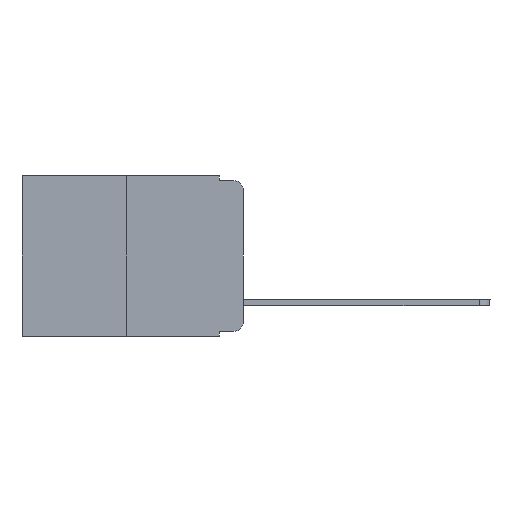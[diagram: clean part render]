
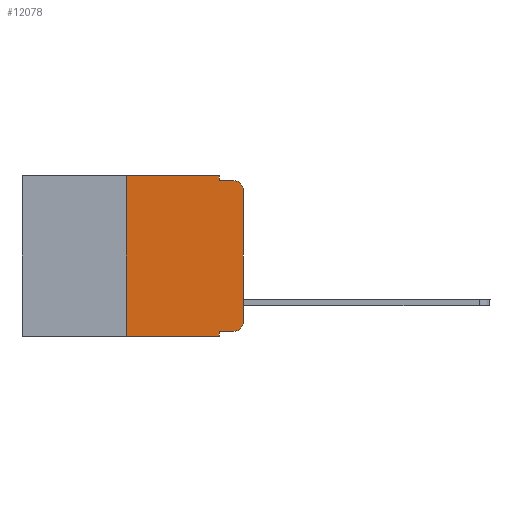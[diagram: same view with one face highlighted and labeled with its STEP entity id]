
A CAD part, left-side view. The second image highlights one B-rep face of the part: STEP entity #12078.
In plain terms, the highlighted planar face has unit normal (-1, 0, 0).
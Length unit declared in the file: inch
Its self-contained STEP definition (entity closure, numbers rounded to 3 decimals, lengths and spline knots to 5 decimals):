
#718 = VECTOR ( 'NONE', #2401, 39.37008 ) ;
#733 = ORIENTED_EDGE ( 'NONE', *, *, #4630, .T. ) ;
#1037 = CARTESIAN_POINT ( 'NONE',  ( 0., 0., -0.313 ) ) ;
#1225 = PLANE ( 'NONE',  #15412 ) ;
#1306 = ORIENTED_EDGE ( 'NONE', *, *, #15459, .T. ) ;
#1512 = VERTEX_POINT ( 'NONE', #3831 ) ;
#1537 = CARTESIAN_POINT ( 'NONE',  ( 0., 0.02, -0.01 ) ) ;
#1693 = VECTOR ( 'NONE', #9287, 39.37008 ) ;
#1710 = EDGE_CURVE ( 'NONE', #2172, #10196, #11413, .T. ) ;
#1955 = CIRCLE ( 'NONE', #13701, 0.02 ) ;
#2012 = CIRCLE ( 'NONE', #10211, 0.02 ) ;
#2077 = DIRECTION ( 'NONE',  ( -1., 0., 0. ) ) ;
#2172 = VERTEX_POINT ( 'NONE', #1037 ) ;
#2401 = DIRECTION ( 'NONE',  ( 0., -1., 0. ) ) ;
#2972 = LINE ( 'NONE', #14599, #9484 ) ;
#3025 = DIRECTION ( 'NONE',  ( 0., -1., 0. ) ) ;
#3079 = ORIENTED_EDGE ( 'NONE', *, *, #16304, .T. ) ;
#3514 = LINE ( 'NONE', #13953, #7575 ) ;
#3621 = DIRECTION ( 'NONE',  ( 1., 0., 0. ) ) ;
#3831 = CARTESIAN_POINT ( 'NONE',  ( 0., 0.051, 0. ) ) ;
#3894 = VERTEX_POINT ( 'NONE', #16559 ) ;
#4058 = LINE ( 'NONE', #16022, #7202 ) ;
#4087 = LINE ( 'NONE', #12204, #1693 ) ;
#4158 = DIRECTION ( 'NONE',  ( 0., 0., 1. ) ) ;
#4630 = EDGE_CURVE ( 'NONE', #14312, #9440, #11465, .T. ) ;
#4674 = CARTESIAN_POINT ( 'NONE',  ( 0., 0.25, -0.343 ) ) ;
#4851 = VERTEX_POINT ( 'NONE', #15172 ) ;
#5162 = EDGE_CURVE ( 'NONE', #14312, #6077, #6804, .T. ) ;
#5845 = DIRECTION ( 'NONE',  ( 0., 0., -1. ) ) ;
#6077 = VERTEX_POINT ( 'NONE', #10863 ) ;
#6097 = CARTESIAN_POINT ( 'NONE',  ( 0., 0.02, -0.03 ) ) ;
#6689 = EDGE_LOOP ( 'NONE', ( #7679, #11169, #13828, #10070, #8578, #12387, #733, #9047, #1306, #3079 ) ) ;
#6731 = CARTESIAN_POINT ( 'NONE',  ( 0., 0.02, -0.313 ) ) ;
#6804 = LINE ( 'NONE', #14654, #12209 ) ;
#6898 = DIRECTION ( 'NONE',  ( -1., 0., 0. ) ) ;
#7202 = VECTOR ( 'NONE', #3025, 39.37008 ) ;
#7575 = VECTOR ( 'NONE', #8811, 39.37008 ) ;
#7679 = ORIENTED_EDGE ( 'NONE', *, *, #1710, .T. ) ;
#7700 = CARTESIAN_POINT ( 'NONE',  ( 0., 0.473, -0.343 ) ) ;
#8498 = EDGE_CURVE ( 'NONE', #15274, #9440, #3514, .T. ) ;
#8537 = EDGE_CURVE ( 'NONE', #6077, #1512, #2972, .T. ) ;
#8578 = ORIENTED_EDGE ( 'NONE', *, *, #8537, .F. ) ;
#8757 = DIRECTION ( 'NONE',  ( 0., 0., 1. ) ) ;
#8811 = DIRECTION ( 'NONE',  ( 0., 0., -1. ) ) ;
#9047 = ORIENTED_EDGE ( 'NONE', *, *, #8498, .F. ) ;
#9277 = DIRECTION ( 'NONE',  ( 0., 0., -1. ) ) ;
#9287 = DIRECTION ( 'NONE',  ( 0., -1., 0. ) ) ;
#9348 = VECTOR ( 'NONE', #8757, 39.37008 ) ;
#9440 = VERTEX_POINT ( 'NONE', #9513 ) ;
#9484 = VECTOR ( 'NONE', #12293, 39.37008 ) ;
#9513 = CARTESIAN_POINT ( 'NONE',  ( 0., 0.051, -0.343 ) ) ;
#9537 = EDGE_CURVE ( 'NONE', #10196, #15021, #1955, .T. ) ;
#10070 = ORIENTED_EDGE ( 'NONE', *, *, #12463, .F. ) ;
#10078 = CARTESIAN_POINT ( 'NONE',  ( 0., 0., -0.03 ) ) ;
#10196 = VERTEX_POINT ( 'NONE', #10078 ) ;
#10211 = AXIS2_PLACEMENT_3D ( 'NONE', #6731, #6898, #9277 ) ;
#10224 = DIRECTION ( 'NONE',  ( 0., 0., -1. ) ) ;
#10673 = EDGE_CURVE ( 'NONE', #4851, #15021, #4058, .T. ) ;
#10863 = CARTESIAN_POINT ( 'NONE',  ( 0., 0.25, 0. ) ) ;
#11169 = ORIENTED_EDGE ( 'NONE', *, *, #9537, .T. ) ;
#11330 = CARTESIAN_POINT ( 'NONE',  ( 0., 0., 0. ) ) ;
#11413 = LINE ( 'NONE', #11330, #9348 ) ;
#11465 = LINE ( 'NONE', #7700, #718 ) ;
#11664 = FACE_OUTER_BOUND ( 'NONE', #6689, .T. ) ;
#12078 = ADVANCED_FACE ( 'NONE', ( #11664 ), #1225, .F. ) ;
#12204 = CARTESIAN_POINT ( 'NONE',  ( 0., 0.051, -0.333 ) ) ;
#12209 = VECTOR ( 'NONE', #4158, 39.37008 ) ;
#12293 = DIRECTION ( 'NONE',  ( 0., -1., 0. ) ) ;
#12387 = ORIENTED_EDGE ( 'NONE', *, *, #5162, .F. ) ;
#12433 = VECTOR ( 'NONE', #10224, 39.37008 ) ;
#12463 = EDGE_CURVE ( 'NONE', #1512, #4851, #13819, .T. ) ;
#12785 = CARTESIAN_POINT ( 'NONE',  ( 0., 0.051, 0. ) ) ;
#12863 = CARTESIAN_POINT ( 'NONE',  ( 0., 0.473, 0. ) ) ;
#13701 = AXIS2_PLACEMENT_3D ( 'NONE', #6097, #2077, #5845 ) ;
#13819 = LINE ( 'NONE', #12785, #12433 ) ;
#13828 = ORIENTED_EDGE ( 'NONE', *, *, #10673, .F. ) ;
#13953 = CARTESIAN_POINT ( 'NONE',  ( 0., 0.051, 0. ) ) ;
#14312 = VERTEX_POINT ( 'NONE', #4674 ) ;
#14599 = CARTESIAN_POINT ( 'NONE',  ( 0., 0.473, 0. ) ) ;
#14654 = CARTESIAN_POINT ( 'NONE',  ( 0., 0.25, 0. ) ) ;
#15021 = VERTEX_POINT ( 'NONE', #1537 ) ;
#15172 = CARTESIAN_POINT ( 'NONE',  ( 0., 0.051, -0.01 ) ) ;
#15274 = VERTEX_POINT ( 'NONE', #15358 ) ;
#15358 = CARTESIAN_POINT ( 'NONE',  ( 0., 0.051, -0.333 ) ) ;
#15412 = AXIS2_PLACEMENT_3D ( 'NONE', #12863, #3621, #16618 ) ;
#15459 = EDGE_CURVE ( 'NONE', #15274, #3894, #4087, .T. ) ;
#16022 = CARTESIAN_POINT ( 'NONE',  ( 0., 0.051, -0.01 ) ) ;
#16304 = EDGE_CURVE ( 'NONE', #3894, #2172, #2012, .T. ) ;
#16559 = CARTESIAN_POINT ( 'NONE',  ( 0., 0.02, -0.333 ) ) ;
#16618 = DIRECTION ( 'NONE',  ( 0., 0., -1. ) ) ;
